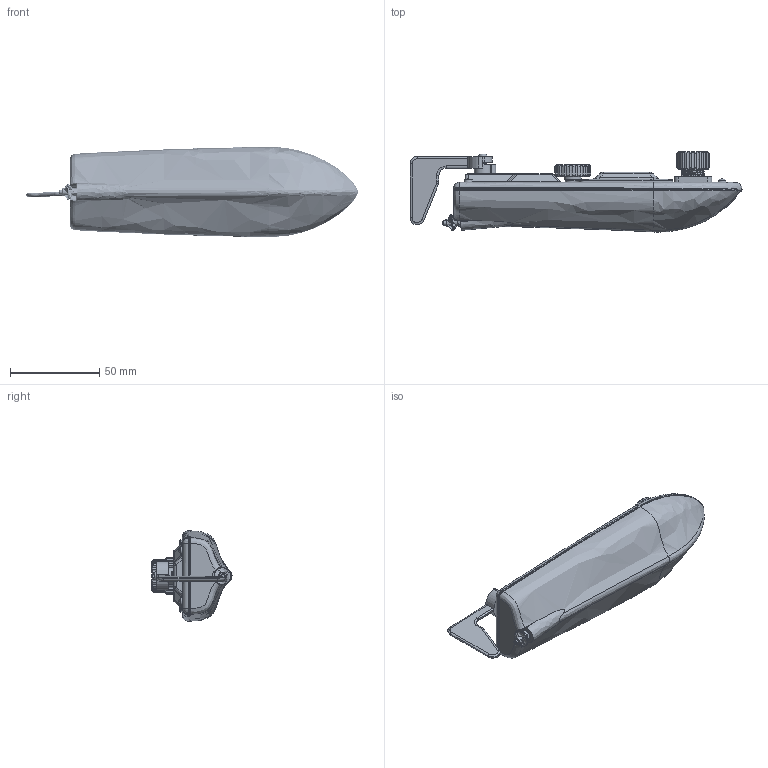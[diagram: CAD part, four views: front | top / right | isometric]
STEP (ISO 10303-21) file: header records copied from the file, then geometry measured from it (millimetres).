
FILE_DESCRIPTION(('FreeCAD Model'),'2;1');
FILE_NAME('Open CASCADE Shape Model','2025-05-03T05:55:38',('FreeCAD'),( 'FreeCAD'),'Open CASCADE STEP processor 7.6','FreeCAD','Unknown');
FILE_SCHEMA(('AUTOMOTIVE_DESIGN { 1 0 10303 214 1 1 1 1 }'));
Products named in the file (1): Open CASCADE STEP translator 7.6 1
Bounding box: 186.3 x 45 x 50.62 mm (x, y, z)
Volume: 57949.2 mm3; surface area: 73250.3 mm2
Topology: 55 solids, 55 shells, 3433 faces, 9351 edges, 6165 vertices
Faces by surface type: bspline 3433
Entity records: 131176 total; most frequent: CARTESIAN_POINT 79620, ORIENTED_EDGE 18632, EDGE_CURVE 9316, VERTEX_POINT 6161, B_SPLINE_CURVE_WITH_KNOTS 5074, FACE_BOUND 3745, EDGE_LOOP 3745, ADVANCED_FACE 3433
